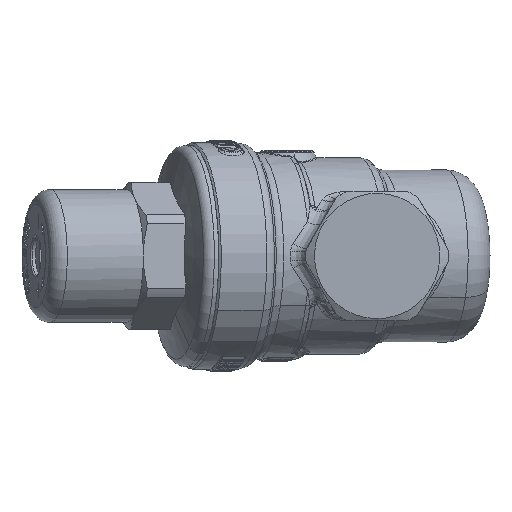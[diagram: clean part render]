
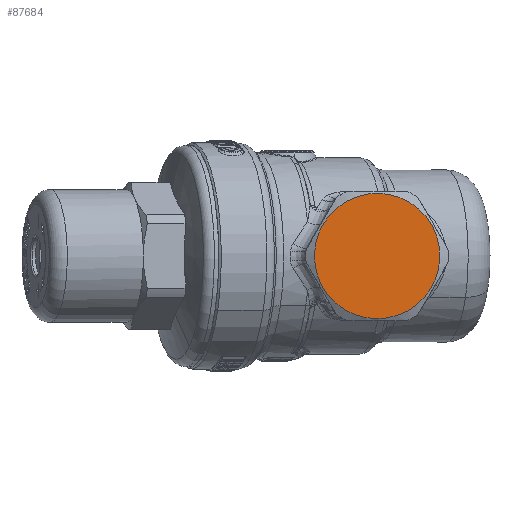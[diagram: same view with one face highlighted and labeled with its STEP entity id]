
A CAD part, left-side view. The second image highlights one B-rep face of the part: STEP entity #87684.
In plain terms, the highlighted planar face has unit normal (-1, 0, 0).
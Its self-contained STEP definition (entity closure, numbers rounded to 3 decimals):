
#87661=CARTESIAN_POINT('Axis2P3D Location',(-38.5,12.75,0.)) ;
#87666=CARTESIAN_POINT('Axis2P3D Location',(-38.5,0.,0.)) ;
#87670=CARTESIAN_POINT('Vertex',(-38.5,11.189,-6.113)) ;
#87672=CARTESIAN_POINT('Vertex',(-38.5,-11.189,6.113)) ;
#87675=CARTESIAN_POINT('Axis2P3D Location',(-38.5,0.,0.)) ;
#87662=DIRECTION('Axis2P3D Direction',(-1.,0.,0.)) ;
#87663=DIRECTION('Axis2P3D XDirection',(0.,1.,0.)) ;
#87667=DIRECTION('Axis2P3D Direction',(-1.,0.,0.)) ;
#87676=DIRECTION('Axis2P3D Direction',(-1.,0.,0.)) ;
#87664=AXIS2_PLACEMENT_3D('Plane Axis2P3D',#87661,#87662,#87663) ;
#87668=AXIS2_PLACEMENT_3D('Circle Axis2P3D',#87666,#87667,$) ;
#87677=AXIS2_PLACEMENT_3D('Circle Axis2P3D',#87675,#87676,$) ;
#87669=CIRCLE('generated circle',#87668,12.75) ;
#87678=CIRCLE('generated circle',#87677,12.75) ;
#87665=PLANE('',#87664) ;
#87674=EDGE_CURVE('',#87671,#87673,#87669,.T.) ;
#87679=EDGE_CURVE('',#87673,#87671,#87678,.T.) ;
#87681=ORIENTED_EDGE('',*,*,#87674,.T.) ;
#87682=ORIENTED_EDGE('',*,*,#87679,.T.) ;
#87680=EDGE_LOOP('',(#87681,#87682)) ;
#87671=VERTEX_POINT('',#87670) ;
#87673=VERTEX_POINT('',#87672) ;
#87684=ADVANCED_FACE('PartBody',(#87683),#87665,.T.) ;
#87683=FACE_OUTER_BOUND('',#87680,.T.) ;
